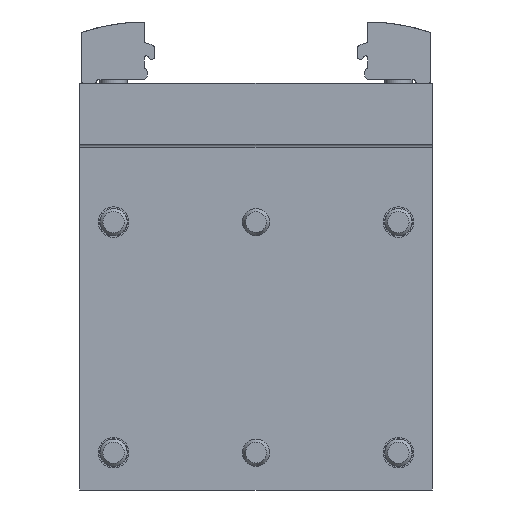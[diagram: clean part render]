
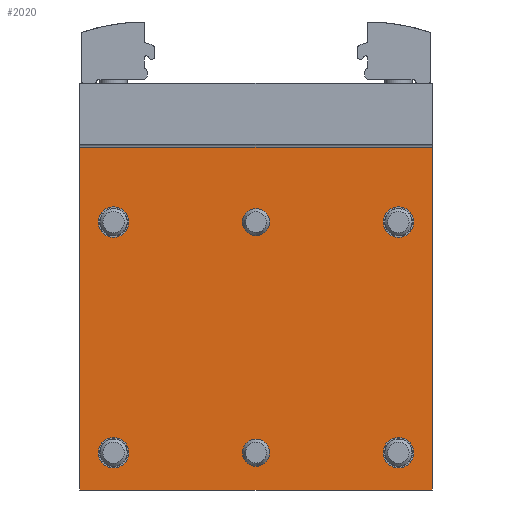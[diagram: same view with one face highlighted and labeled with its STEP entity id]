
A CAD part, front view. The second image highlights one B-rep face of the part: STEP entity #2020.
In plain terms, the highlighted planar face has unit normal (0, -1, 0).
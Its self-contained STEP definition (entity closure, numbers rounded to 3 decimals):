
#99=PLANE('',#2204);
#169=CIRCLE('',#2205,2.);
#170=CIRCLE('',#2206,2.);
#171=CIRCLE('',#2207,2.25);
#172=CIRCLE('',#2208,2.25);
#173=CIRCLE('',#2209,2.25);
#174=CIRCLE('',#2210,2.25);
#285=LINE('',#3155,#434);
#286=LINE('',#3171,#435);
#287=LINE('',#3173,#436);
#288=LINE('',#3175,#437);
#434=VECTOR('',#2487,1000.);
#435=VECTOR('',#2504,1000.);
#436=VECTOR('',#2505,1000.);
#437=VECTOR('',#2506,1000.);
#601=ORIENTED_EDGE('',*,*,#1156,.F.);
#602=ORIENTED_EDGE('',*,*,#1157,.F.);
#603=ORIENTED_EDGE('',*,*,#1158,.F.);
#604=ORIENTED_EDGE('',*,*,#1159,.F.);
#605=ORIENTED_EDGE('',*,*,#1160,.F.);
#606=ORIENTED_EDGE('',*,*,#1161,.F.);
#607=ORIENTED_EDGE('',*,*,#1162,.T.);
#608=ORIENTED_EDGE('',*,*,#1163,.F.);
#609=ORIENTED_EDGE('',*,*,#1164,.F.);
#610=ORIENTED_EDGE('',*,*,#1154,.T.);
#1154=EDGE_CURVE('',#1431,#1430,#285,.T.);
#1156=EDGE_CURVE('',#1432,#1432,#169,.T.);
#1157=EDGE_CURVE('',#1433,#1433,#170,.T.);
#1158=EDGE_CURVE('',#1434,#1434,#171,.T.);
#1159=EDGE_CURVE('',#1435,#1435,#172,.T.);
#1160=EDGE_CURVE('',#1436,#1436,#173,.T.);
#1161=EDGE_CURVE('',#1437,#1437,#174,.T.);
#1162=EDGE_CURVE('',#1430,#1438,#286,.T.);
#1163=EDGE_CURVE('',#1439,#1438,#287,.T.);
#1164=EDGE_CURVE('',#1431,#1439,#288,.T.);
#1430=VERTEX_POINT('',#3154);
#1431=VERTEX_POINT('',#3156);
#1432=VERTEX_POINT('',#3160);
#1433=VERTEX_POINT('',#3162);
#1434=VERTEX_POINT('',#3164);
#1435=VERTEX_POINT('',#3166);
#1436=VERTEX_POINT('',#3168);
#1437=VERTEX_POINT('',#3170);
#1438=VERTEX_POINT('',#3172);
#1439=VERTEX_POINT('',#3174);
#1629=EDGE_LOOP('',(#601));
#1630=EDGE_LOOP('',(#602));
#1631=EDGE_LOOP('',(#603));
#1632=EDGE_LOOP('',(#604));
#1633=EDGE_LOOP('',(#605));
#1634=EDGE_LOOP('',(#606));
#1635=EDGE_LOOP('',(#607,#608,#609,#610));
#1804=FACE_BOUND('',#1629,.T.);
#1805=FACE_BOUND('',#1630,.T.);
#1806=FACE_BOUND('',#1631,.T.);
#1807=FACE_BOUND('',#1632,.T.);
#1808=FACE_BOUND('',#1633,.T.);
#1809=FACE_BOUND('',#1634,.T.);
#1810=FACE_BOUND('',#1635,.T.);
#2020=ADVANCED_FACE('',(#1804,#1805,#1806,#1807,#1808,#1809,#1810),#99,
 .F.);
#2204=AXIS2_PLACEMENT_3D('',#3158,#2490,#2491);
#2205=AXIS2_PLACEMENT_3D('',#3159,#2492,#2493);
#2206=AXIS2_PLACEMENT_3D('',#3161,#2494,#2495);
#2207=AXIS2_PLACEMENT_3D('',#3163,#2496,#2497);
#2208=AXIS2_PLACEMENT_3D('',#3165,#2498,#2499);
#2209=AXIS2_PLACEMENT_3D('',#3167,#2500,#2501);
#2210=AXIS2_PLACEMENT_3D('',#3169,#2502,#2503);
#2487=DIRECTION('',(-1.,0.,0.));
#2490=DIRECTION('',(0.,1.,0.));
#2491=DIRECTION('',(0.,0.,1.));
#2492=DIRECTION('',(0.,-1.,0.));
#2493=DIRECTION('',(0.,0.,-1.));
#2494=DIRECTION('',(0.,-1.,0.));
#2495=DIRECTION('',(0.,0.,-1.));
#2496=DIRECTION('',(0.,-1.,0.));
#2497=DIRECTION('',(0.,0.,-1.));
#2498=DIRECTION('',(0.,-1.,0.));
#2499=DIRECTION('',(0.,0.,-1.));
#2500=DIRECTION('',(0.,-1.,0.));
#2501=DIRECTION('',(0.,0.,-1.));
#2502=DIRECTION('',(0.,-1.,0.));
#2503=DIRECTION('',(0.,0.,-1.));
#2504=DIRECTION('',(0.,0.,-1.));
#2505=DIRECTION('',(-1.,0.,0.));
#2506=DIRECTION('',(0.,0.,-1.));
#3154=CARTESIAN_POINT('',(-26.,-5.,-9.5));
#3155=CARTESIAN_POINT('',(26.,-5.,-9.5));
#3156=CARTESIAN_POINT('',(26.,-5.,-9.5));
#3158=CARTESIAN_POINT('',(26.,-5.,-9.5));
#3159=CARTESIAN_POINT('',(0.,-5.,-54.5));
#3160=CARTESIAN_POINT('',(0.,-5.,-56.5));
#3161=CARTESIAN_POINT('',(0.,-5.,-20.5));
#3162=CARTESIAN_POINT('',(0.,-5.,-22.5));
#3163=CARTESIAN_POINT('',(-21.,-5.,-54.5));
#3164=CARTESIAN_POINT('',(-21.,-5.,-56.75));
#3165=CARTESIAN_POINT('',(-21.,-5.,-20.5));
#3166=CARTESIAN_POINT('',(-21.,-5.,-22.75));
#3167=CARTESIAN_POINT('',(21.,-5.,-54.5));
#3168=CARTESIAN_POINT('',(21.,-5.,-56.75));
#3169=CARTESIAN_POINT('',(21.,-5.,-20.5));
#3170=CARTESIAN_POINT('',(21.,-5.,-22.75));
#3171=CARTESIAN_POINT('',(-26.,-5.,-9.5));
#3172=CARTESIAN_POINT('',(-26.,-5.,-60.));
#3173=CARTESIAN_POINT('',(26.,-5.,-60.));
#3174=CARTESIAN_POINT('',(26.,-5.,-60.));
#3175=CARTESIAN_POINT('',(26.,-5.,-9.5));
